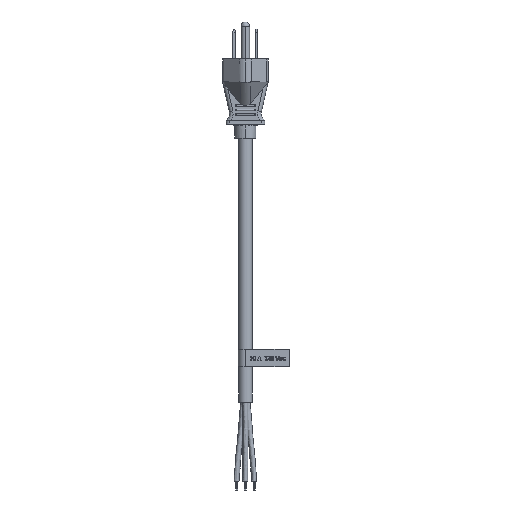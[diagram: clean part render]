
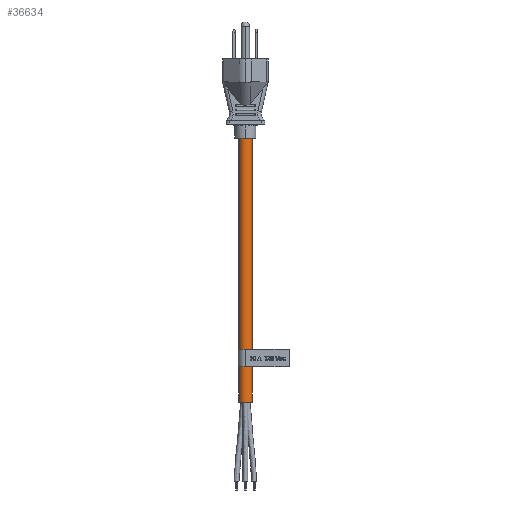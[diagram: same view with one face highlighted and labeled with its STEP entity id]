
A CAD part, left-side view. The second image highlights one B-rep face of the part: STEP entity #36634.
In plain terms, the highlighted cylindrical face has radius 3.875 mm (diameter 7.75 mm), a partial arc.
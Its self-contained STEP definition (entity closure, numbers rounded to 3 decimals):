
#1950 = CARTESIAN_POINT ( 'NONE',  ( 0., 0., -3.875 ) ) ;
#7895 = AXIS2_PLACEMENT_3D ( 'NONE', #19255, #70057, #26578 ) ;
#10231 = CIRCLE ( 'NONE', #7895, 3.875 ) ;
#15205 = EDGE_CURVE ( 'NONE', #76338, #30094, #70528, .T. ) ;
#15913 = CARTESIAN_POINT ( 'NONE',  ( 160.96, 0., -3.875 ) ) ;
#16920 = CARTESIAN_POINT ( 'NONE',  ( 0., 0., 0. ) ) ;
#17562 = VERTEX_POINT ( 'NONE', #75956 ) ;
#19255 = CARTESIAN_POINT ( 'NONE',  ( 150., 0., 0. ) ) ;
#19487 = CIRCLE ( 'NONE', #73831, 3.875 ) ;
#24254 = DIRECTION ( 'NONE',  ( 0., 0., -1. ) ) ;
#26578 = DIRECTION ( 'NONE',  ( 0., 0., -1. ) ) ;
#29056 = EDGE_CURVE ( 'NONE', #51631, #30094, #19487, .T. ) ;
#30094 = VERTEX_POINT ( 'NONE', #57460 ) ;
#30529 = ORIENTED_EDGE ( 'NONE', *, *, #15205, .F. ) ;
#32161 = CARTESIAN_POINT ( 'NONE',  ( 150., 0., 3.875 ) ) ;
#32817 = FACE_OUTER_BOUND ( 'NONE', #76814, .T. ) ;
#33537 = CARTESIAN_POINT ( 'NONE',  ( 160.96, 0., 3.875 ) ) ;
#34178 = VECTOR ( 'NONE', #40837, 1000. ) ;
#36211 = CYLINDRICAL_SURFACE ( 'NONE', #85558, 3.875 ) ;
#36634 = ADVANCED_FACE ( 'NONE', ( #32817 ), #36211, .T. ) ;
#40837 = DIRECTION ( 'NONE',  ( -1., 0., 0. ) ) ;
#42691 = EDGE_CURVE ( 'NONE', #17562, #51631, #55311, .T. ) ;
#51631 = VERTEX_POINT ( 'NONE', #1950 ) ;
#52872 = ORIENTED_EDGE ( 'NONE', *, *, #42691, .T. ) ;
#55311 = LINE ( 'NONE', #15913, #74622 ) ;
#57460 = CARTESIAN_POINT ( 'NONE',  ( 0., 0., 3.875 ) ) ;
#59508 = DIRECTION ( 'NONE',  ( -1., 0., 0. ) ) ;
#60339 = CARTESIAN_POINT ( 'NONE',  ( 160.96, 0., 0. ) ) ;
#63142 = ORIENTED_EDGE ( 'NONE', *, *, #29056, .T. ) ;
#66260 = EDGE_CURVE ( 'NONE', #17562, #76338, #10231, .T. ) ;
#67259 = DIRECTION ( 'NONE',  ( -1., 0., 0. ) ) ;
#67733 = DIRECTION ( 'NONE',  ( 1., 0., 0. ) ) ;
#70057 = DIRECTION ( 'NONE',  ( 1., 0., 0. ) ) ;
#70528 = LINE ( 'NONE', #33537, #34178 ) ;
#73831 = AXIS2_PLACEMENT_3D ( 'NONE', #16920, #67733, #24254 ) ;
#74622 = VECTOR ( 'NONE', #59508, 1000. ) ;
#75956 = CARTESIAN_POINT ( 'NONE',  ( 150., 0., -3.875 ) ) ;
#76338 = VERTEX_POINT ( 'NONE', #32161 ) ;
#76814 = EDGE_LOOP ( 'NONE', ( #83632, #52872, #63142, #30529 ) ) ;
#83632 = ORIENTED_EDGE ( 'NONE', *, *, #66260, .F. ) ;
#85558 = AXIS2_PLACEMENT_3D ( 'NONE', #60339, #67259, #89585 ) ;
#89585 = DIRECTION ( 'NONE',  ( 0., 0., 1. ) ) ;
